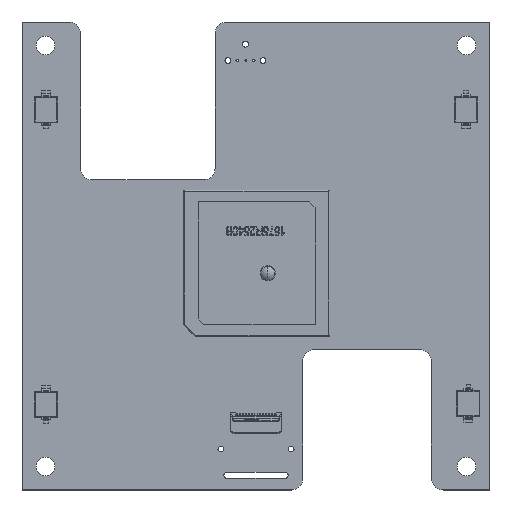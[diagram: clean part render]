
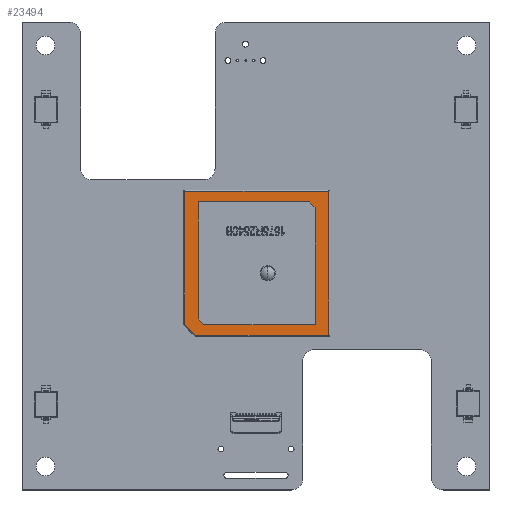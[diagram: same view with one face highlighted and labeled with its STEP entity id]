
A CAD part, top view. The second image highlights one B-rep face of the part: STEP entity #23494.
In plain terms, the highlighted planar face has unit normal (0, 0, 1).
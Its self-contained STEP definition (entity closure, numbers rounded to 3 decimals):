
#22926 = EDGE_CURVE('',#22927,#22929,#22931,.T.);
#22927 = VERTEX_POINT('',#22928);
#22928 = CARTESIAN_POINT('',(10.1,8.25,4.05));
#22929 = VERTEX_POINT('',#22930);
#22930 = CARTESIAN_POINT('',(10.1,-11.75,4.05));
#22931 = LINE('',#22932,#22933);
#22932 = CARTESIAN_POINT('',(10.1,11.25,4.05));
#22933 = VECTOR('',#22934,1.);
#22934 = DIRECTION('',(0.,-1.,0.));
#22936 = EDGE_CURVE('',#22937,#22927,#22939,.T.);
#22937 = VERTEX_POINT('',#22938);
#22938 = CARTESIAN_POINT('',(9.1,9.25,4.05));
#22939 = LINE('',#22940,#22941);
#22940 = CARTESIAN_POINT('',(9.85,8.5,4.05));
#22941 = VECTOR('',#22942,1.);
#22942 = DIRECTION('',(0.707,-0.707,
    0.));
#22944 = EDGE_CURVE('',#22945,#22937,#22947,.T.);
#22945 = VERTEX_POINT('',#22946);
#22946 = CARTESIAN_POINT('',(-9.9,9.25,4.05));
#22947 = LINE('',#22948,#22949);
#22948 = CARTESIAN_POINT('',(12.6,9.25,4.05));
#22949 = VECTOR('',#22950,1.);
#22950 = DIRECTION('',(1.,0.,0.));
#22952 = EDGE_CURVE('',#22953,#22945,#22955,.T.);
#22953 = VERTEX_POINT('',#22954);
#22954 = CARTESIAN_POINT('',(-9.9,-10.75,4.05));
#22955 = LINE('',#22956,#22957);
#22956 = CARTESIAN_POINT('',(-9.9,11.25,4.05));
#22957 = VECTOR('',#22958,1.);
#22958 = DIRECTION('',(0.,1.,0.));
#22960 = EDGE_CURVE('',#22961,#22953,#22963,.T.);
#22961 = VERTEX_POINT('',#22962);
#22962 = CARTESIAN_POINT('',(-8.9,-11.75,4.05));
#22963 = LINE('',#22964,#22965);
#22964 = CARTESIAN_POINT('',(-9.65,-11.,4.05));
#22965 = VECTOR('',#22966,1.);
#22966 = DIRECTION('',(-0.707,0.707,0.
    ));
#22968 = EDGE_CURVE('',#22929,#22961,#22969,.T.);
#22969 = LINE('',#22970,#22971);
#22970 = CARTESIAN_POINT('',(12.6,-11.75,4.05));
#22971 = VECTOR('',#22972,1.);
#22972 = DIRECTION('',(-1.,0.,0.));
#23494 = ADVANCED_FACE('',(#23495,#23537),#23545,.T.);
#23495 = FACE_BOUND('',#23496,.T.);
#23496 = EDGE_LOOP('',(#23497,#23507,#23515,#23523,#23531));
#23497 = ORIENTED_EDGE('',*,*,#23498,.T.);
#23498 = EDGE_CURVE('',#23499,#23501,#23503,.T.);
#23499 = VERTEX_POINT('',#23500);
#23500 = CARTESIAN_POINT('',(-12.2,-11.667,4.05));
#23501 = VERTEX_POINT('',#23502);
#23502 = CARTESIAN_POINT('',(-10.317,-13.55,4.05));
#23503 = LINE('',#23504,#23505);
#23504 = CARTESIAN_POINT('',(-11.259,-12.609,4.05));
#23505 = VECTOR('',#23506,1.);
#23506 = DIRECTION('',(0.707,-0.707,
    0.));
#23507 = ORIENTED_EDGE('',*,*,#23508,.T.);
#23508 = EDGE_CURVE('',#23501,#23509,#23511,.T.);
#23509 = VERTEX_POINT('',#23510);
#23510 = CARTESIAN_POINT('',(12.4,-13.55,4.05));
#23511 = LINE('',#23512,#23513);
#23512 = CARTESIAN_POINT('',(12.6,-13.55,4.05));
#23513 = VECTOR('',#23514,1.);
#23514 = DIRECTION('',(1.,0.,0.));
#23515 = ORIENTED_EDGE('',*,*,#23516,.T.);
#23516 = EDGE_CURVE('',#23509,#23517,#23519,.T.);
#23517 = VERTEX_POINT('',#23518);
#23518 = CARTESIAN_POINT('',(12.4,11.05,4.05));
#23519 = LINE('',#23520,#23521);
#23520 = CARTESIAN_POINT('',(12.4,11.25,4.05));
#23521 = VECTOR('',#23522,1.);
#23522 = DIRECTION('',(0.,1.,0.));
#23523 = ORIENTED_EDGE('',*,*,#23524,.T.);
#23524 = EDGE_CURVE('',#23517,#23525,#23527,.T.);
#23525 = VERTEX_POINT('',#23526);
#23526 = CARTESIAN_POINT('',(-12.2,11.05,4.05));
#23527 = LINE('',#23528,#23529);
#23528 = CARTESIAN_POINT('',(-12.4,11.05,4.05));
#23529 = VECTOR('',#23530,1.);
#23530 = DIRECTION('',(-1.,0.,0.));
#23531 = ORIENTED_EDGE('',*,*,#23532,.T.);
#23532 = EDGE_CURVE('',#23525,#23499,#23533,.T.);
#23533 = LINE('',#23534,#23535);
#23534 = CARTESIAN_POINT('',(-12.2,-11.75,4.05));
#23535 = VECTOR('',#23536,1.);
#23536 = DIRECTION('',(0.,-1.,0.));
#23537 = FACE_BOUND('',#23538,.T.);
#23538 = EDGE_LOOP('',(#23539,#23540,#23541,#23542,#23543,#23544));
#23539 = ORIENTED_EDGE('',*,*,#22936,.T.);
#23540 = ORIENTED_EDGE('',*,*,#22926,.T.);
#23541 = ORIENTED_EDGE('',*,*,#22968,.T.);
#23542 = ORIENTED_EDGE('',*,*,#22960,.T.);
#23543 = ORIENTED_EDGE('',*,*,#22952,.T.);
#23544 = ORIENTED_EDGE('',*,*,#22944,.T.);
#23545 = PLANE('',#23546);
#23546 = AXIS2_PLACEMENT_3D('',#23547,#23548,#23549);
#23547 = CARTESIAN_POINT('',(12.6,11.25,4.05));
#23548 = DIRECTION('',(0.,0.,1.));
#23549 = DIRECTION('',(0.,1.,0.));
